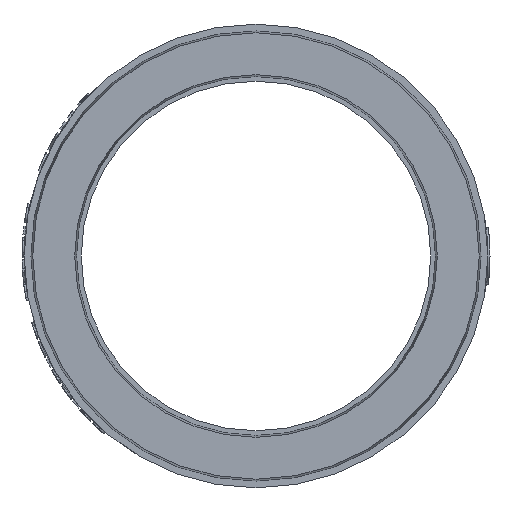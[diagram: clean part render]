
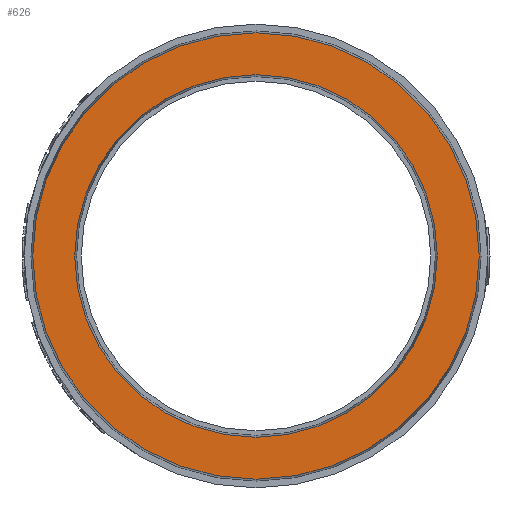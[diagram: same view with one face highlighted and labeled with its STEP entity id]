
A CAD part, left-side view. The second image highlights one B-rep face of the part: STEP entity #626.
In plain terms, the highlighted planar face has unit normal (-1, 0, 0).
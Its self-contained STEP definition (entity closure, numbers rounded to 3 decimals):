
#626 = ADVANCED_FACE( '', ( #1382, #1383 ), #1384, .F. );
#1382 = FACE_BOUND( '', #2302, .T. );
#1383 = FACE_OUTER_BOUND( '', #2303, .T. );
#1384 = PLANE( '', #2304 );
#2302 = EDGE_LOOP( '', ( #4488 ) );
#2303 = EDGE_LOOP( '', ( #4489 ) );
#2304 = AXIS2_PLACEMENT_3D( '', #4490, #4491, #4492 );
#4488 = ORIENTED_EDGE( '', *, *, #5906, .F. );
#4489 = ORIENTED_EDGE( '', *, *, #5623, .T. );
#4490 = CARTESIAN_POINT( '', ( -48., 0., 28.35 ) );
#4491 = DIRECTION( '', ( 1., 0., 0. ) );
#4492 = DIRECTION( '', ( 0., 0., -1. ) );
#5623 = EDGE_CURVE( '', #6676, #6676, #6677, .T. );
#5906 = EDGE_CURVE( '', #7136, #7136, #7137, .T. );
#6676 = VERTEX_POINT( '', #8577 );
#6677 = CIRCLE( '', #8578, 31.288 );
#7136 = VERTEX_POINT( '', #9905 );
#7137 = CIRCLE( '', #9906, 25.412 );
#8577 = CARTESIAN_POINT( '', ( -48., 0., 31.288 ) );
#8578 = AXIS2_PLACEMENT_3D( '', #11757, #11758, #11759 );
#9905 = CARTESIAN_POINT( '', ( -48., 0., 25.412 ) );
#9906 = AXIS2_PLACEMENT_3D( '', #12014, #12015, #12016 );
#11757 = CARTESIAN_POINT( '', ( -48., 0., 0. ) );
#11758 = DIRECTION( '', ( -1., 0., 0. ) );
#11759 = DIRECTION( '', ( 0., 0., 1. ) );
#12014 = CARTESIAN_POINT( '', ( -48., 0., 0. ) );
#12015 = DIRECTION( '', ( -1., 0., 0. ) );
#12016 = DIRECTION( '', ( 0., 0., 1. ) );
